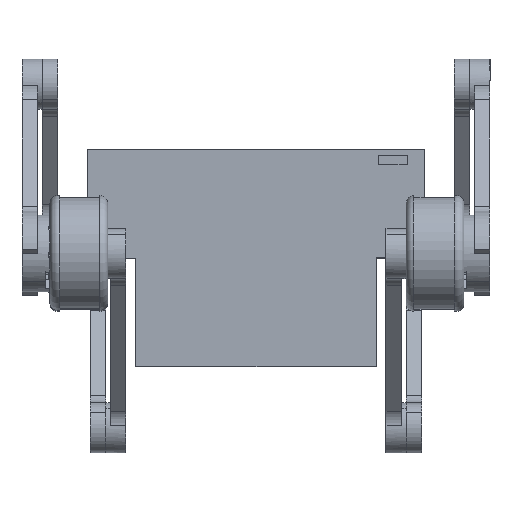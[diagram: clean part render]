
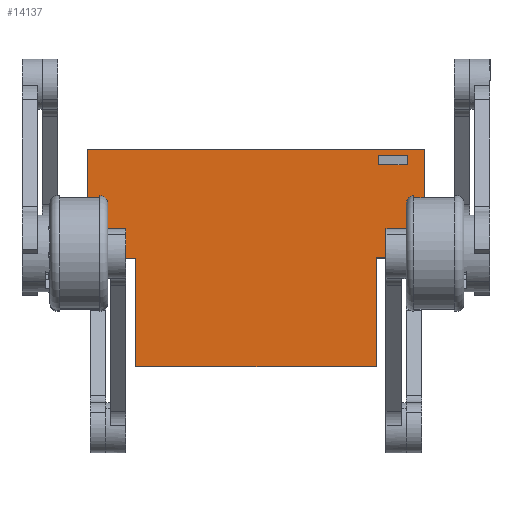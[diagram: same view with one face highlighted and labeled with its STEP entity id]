
A CAD part, front view. The second image highlights one B-rep face of the part: STEP entity #14137.
In plain terms, the highlighted planar face has unit normal (0, -1, 0).
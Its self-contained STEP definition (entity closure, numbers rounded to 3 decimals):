
#976 = CARTESIAN_POINT ( 'NONE',  ( -62.5, 0., -113. ) ) ;
#1082 = DIRECTION ( 'NONE',  ( -1., 0., 0. ) ) ;
#1153 = VECTOR ( 'NONE', #18579, 1000. ) ;
#1222 = CARTESIAN_POINT ( 'NONE',  ( 78.5, 0., -7.902 ) ) ;
#1460 = CARTESIAN_POINT ( 'NONE',  ( 78.5, 0., -7.902 ) ) ;
#1496 = DIRECTION ( 'NONE',  ( 0., 0., -1. ) ) ;
#1607 = CARTESIAN_POINT ( 'NONE',  ( 87.5, 0., 0. ) ) ;
#1699 = VECTOR ( 'NONE', #13518, 1000. ) ;
#1970 = EDGE_CURVE ( 'NONE', #3596, #17432, #3456, .T. ) ;
#2284 = CARTESIAN_POINT ( 'NONE',  ( 78.5, 0., -3. ) ) ;
#2608 = ORIENTED_EDGE ( 'NONE', *, *, #13936, .T. ) ;
#2805 = EDGE_LOOP ( 'NONE', ( #5912, #8520, #6826, #20178, #3343, #4910, #6714, #12635 ) ) ;
#2878 = CARTESIAN_POINT ( 'NONE',  ( 63.631, 0., -3. ) ) ;
#3343 = ORIENTED_EDGE ( 'NONE', *, *, #7778, .F. ) ;
#3389 = EDGE_CURVE ( 'NONE', #9280, #16272, #17112, .T. ) ;
#3418 = LINE ( 'NONE', #10239, #8134 ) ;
#3456 = LINE ( 'NONE', #1460, #18240 ) ;
#3533 = DIRECTION ( 'NONE',  ( 0., 0., 1. ) ) ;
#3564 = VERTEX_POINT ( 'NONE', #10518 ) ;
#3596 = VERTEX_POINT ( 'NONE', #1222 ) ;
#4136 = CARTESIAN_POINT ( 'NONE',  ( 63.631, 0., -7.902 ) ) ;
#4433 = LINE ( 'NONE', #976, #15427 ) ;
#4736 = EDGE_LOOP ( 'NONE', ( #2608, #8453, #11541, #14343 ) ) ;
#4910 = ORIENTED_EDGE ( 'NONE', *, *, #6517, .F. ) ;
#4936 = VECTOR ( 'NONE', #10556, 1000. ) ;
#5009 = LINE ( 'NONE', #6904, #1699 ) ;
#5122 = EDGE_CURVE ( 'NONE', #17432, #9280, #7811, .T. ) ;
#5200 = VERTEX_POINT ( 'NONE', #19076 ) ;
#5726 = LINE ( 'NONE', #11086, #10421 ) ;
#5912 = ORIENTED_EDGE ( 'NONE', *, *, #16377, .F. ) ;
#6517 = EDGE_CURVE ( 'NONE', #15366, #14168, #5009, .T. ) ;
#6714 = ORIENTED_EDGE ( 'NONE', *, *, #7529, .F. ) ;
#6826 = ORIENTED_EDGE ( 'NONE', *, *, #9383, .F. ) ;
#6904 = CARTESIAN_POINT ( 'NONE',  ( 87.5, 0., 0. ) ) ;
#7529 = EDGE_CURVE ( 'NONE', #8944, #15366, #19315, .T. ) ;
#7778 = EDGE_CURVE ( 'NONE', #14168, #5200, #10769, .T. ) ;
#7779 = CARTESIAN_POINT ( 'NONE',  ( -87.5, 0., 0. ) ) ;
#7811 = LINE ( 'NONE', #2878, #11534 ) ;
#8098 = FACE_BOUND ( 'NONE', #4736, .T. ) ;
#8134 = VECTOR ( 'NONE', #17052, 1000. ) ;
#8213 = CARTESIAN_POINT ( 'NONE',  ( 0., 0., 0. ) ) ;
#8453 = ORIENTED_EDGE ( 'NONE', *, *, #1970, .T. ) ;
#8457 = VECTOR ( 'NONE', #21308, 1000. ) ;
#8520 = ORIENTED_EDGE ( 'NONE', *, *, #18920, .F. ) ;
#8944 = VERTEX_POINT ( 'NONE', #18852 ) ;
#9280 = VERTEX_POINT ( 'NONE', #13675 ) ;
#9383 = EDGE_CURVE ( 'NONE', #9948, #3564, #16809, .T. ) ;
#9479 = DIRECTION ( 'NONE',  ( 0., 0., 1. ) ) ;
#9587 = VECTOR ( 'NONE', #3533, 1000. ) ;
#9948 = VERTEX_POINT ( 'NONE', #17102 ) ;
#10239 = CARTESIAN_POINT ( 'NONE',  ( -87.5, 0., -56.5 ) ) ;
#10421 = VECTOR ( 'NONE', #14118, 1000. ) ;
#10518 = CARTESIAN_POINT ( 'NONE',  ( 62.5, 0., -113. ) ) ;
#10556 = DIRECTION ( 'NONE',  ( 0., 0., -1. ) ) ;
#10769 = LINE ( 'NONE', #15700, #4936 ) ;
#11086 = CARTESIAN_POINT ( 'NONE',  ( 62.5, 0., -56. ) ) ;
#11218 = DIRECTION ( 'NONE',  ( 0., -1., 0. ) ) ;
#11534 = VECTOR ( 'NONE', #9479, 1000. ) ;
#11541 = ORIENTED_EDGE ( 'NONE', *, *, #5122, .T. ) ;
#11754 = CARTESIAN_POINT ( 'NONE',  ( 78.5, 0., -3. ) ) ;
#12635 = ORIENTED_EDGE ( 'NONE', *, *, #15238, .F. ) ;
#13356 = VECTOR ( 'NONE', #1496, 1000. ) ;
#13388 = CARTESIAN_POINT ( 'NONE',  ( 78.5, 0., -3. ) ) ;
#13518 = DIRECTION ( 'NONE',  ( 1., 0., 0. ) ) ;
#13675 = CARTESIAN_POINT ( 'NONE',  ( 63.631, 0., -3. ) ) ;
#13933 = CARTESIAN_POINT ( 'NONE',  ( -62.5, 0., -56.5 ) ) ;
#13936 = EDGE_CURVE ( 'NONE', #16272, #3596, #16140, .T. ) ;
#14118 = DIRECTION ( 'NONE',  ( -1., 0., 0. ) ) ;
#14137 = ADVANCED_FACE ( 'NONE', ( #8098, #16694 ), #16468, .T. ) ;
#14168 = VERTEX_POINT ( 'NONE', #1607 ) ;
#14343 = ORIENTED_EDGE ( 'NONE', *, *, #3389, .T. ) ;
#15238 = EDGE_CURVE ( 'NONE', #19485, #8944, #3418, .T. ) ;
#15242 = AXIS2_PLACEMENT_3D ( 'NONE', #8213, #11218, #21871 ) ;
#15366 = VERTEX_POINT ( 'NONE', #15823 ) ;
#15427 = VECTOR ( 'NONE', #1082, 1000. ) ;
#15430 = DIRECTION ( 'NONE',  ( -1., 0., 0. ) ) ;
#15501 = LINE ( 'NONE', #13933, #9587 ) ;
#15700 = CARTESIAN_POINT ( 'NONE',  ( 87.5, 0., -56. ) ) ;
#15823 = CARTESIAN_POINT ( 'NONE',  ( -87.5, 0., 0. ) ) ;
#16002 = VECTOR ( 'NONE', #16379, 1000. ) ;
#16140 = LINE ( 'NONE', #2284, #8457 ) ;
#16272 = VERTEX_POINT ( 'NONE', #13388 ) ;
#16377 = EDGE_CURVE ( 'NONE', #18420, #19485, #15501, .T. ) ;
#16379 = DIRECTION ( 'NONE',  ( 0., 0., 1. ) ) ;
#16443 = CARTESIAN_POINT ( 'NONE',  ( -62.5, 0., -56.5 ) ) ;
#16458 = CARTESIAN_POINT ( 'NONE',  ( -62.5, 0., -113. ) ) ;
#16468 = PLANE ( 'NONE',  #15242 ) ;
#16694 = FACE_OUTER_BOUND ( 'NONE', #2805, .T. ) ;
#16809 = LINE ( 'NONE', #18485, #13356 ) ;
#17052 = DIRECTION ( 'NONE',  ( -1., 0., 0. ) ) ;
#17102 = CARTESIAN_POINT ( 'NONE',  ( 62.5, 0., -56. ) ) ;
#17112 = LINE ( 'NONE', #11754, #1153 ) ;
#17432 = VERTEX_POINT ( 'NONE', #4136 ) ;
#18240 = VECTOR ( 'NONE', #15430, 1000. ) ;
#18420 = VERTEX_POINT ( 'NONE', #16458 ) ;
#18485 = CARTESIAN_POINT ( 'NONE',  ( 62.5, 0., -113. ) ) ;
#18579 = DIRECTION ( 'NONE',  ( 1., 0., 0. ) ) ;
#18852 = CARTESIAN_POINT ( 'NONE',  ( -87.5, 0., -56.5 ) ) ;
#18920 = EDGE_CURVE ( 'NONE', #3564, #18420, #4433, .T. ) ;
#19076 = CARTESIAN_POINT ( 'NONE',  ( 87.5, 0., -56. ) ) ;
#19315 = LINE ( 'NONE', #7779, #16002 ) ;
#19408 = EDGE_CURVE ( 'NONE', #5200, #9948, #5726, .T. ) ;
#19485 = VERTEX_POINT ( 'NONE', #16443 ) ;
#20178 = ORIENTED_EDGE ( 'NONE', *, *, #19408, .F. ) ;
#21308 = DIRECTION ( 'NONE',  ( 0., 0., -1. ) ) ;
#21871 = DIRECTION ( 'NONE',  ( 0., 0., -1. ) ) ;
